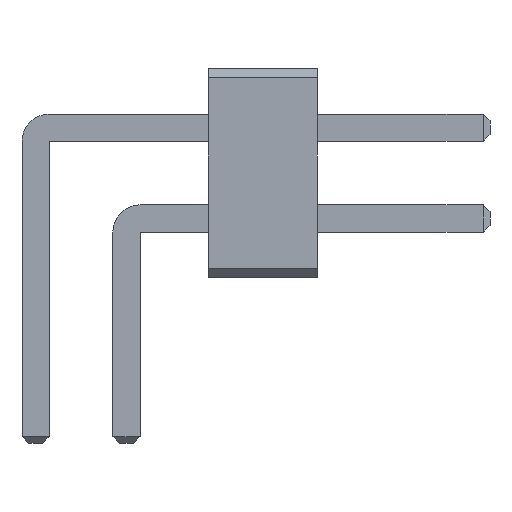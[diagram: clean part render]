
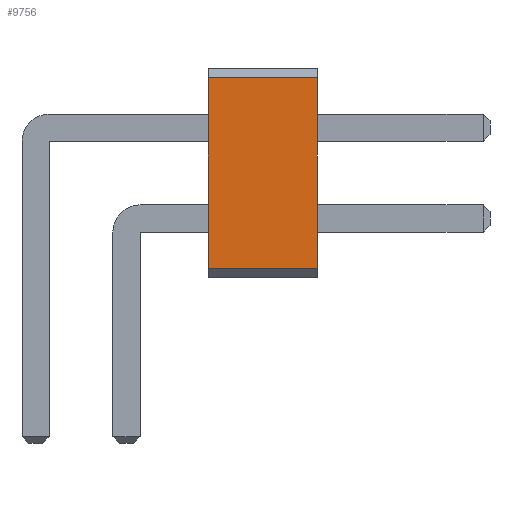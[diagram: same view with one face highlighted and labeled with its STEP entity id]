
A CAD part, front view. The second image highlights one B-rep face of the part: STEP entity #9756.
In plain terms, the highlighted planar face has unit normal (0, -1, 0).
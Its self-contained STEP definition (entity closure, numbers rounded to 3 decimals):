
#814 = VERTEX_POINT('',#815);
#815 = CARTESIAN_POINT('',(1.9,-28.5,2.2));
#821 = EDGE_CURVE('',#822,#814,#824,.T.);
#822 = VERTEX_POINT('',#823);
#823 = CARTESIAN_POINT('',(1.9,-28.5,0.1));
#824 = LINE('',#825,#826);
#825 = CARTESIAN_POINT('',(1.9,-28.5,0.1));
#826 = VECTOR('',#827,1.);
#827 = DIRECTION('',(0.,0.,1.));
#4179 = VERTEX_POINT('',#4180);
#4180 = CARTESIAN_POINT('',(3.1,-28.5,2.2));
#4186 = EDGE_CURVE('',#4187,#4179,#4189,.T.);
#4187 = VERTEX_POINT('',#4188);
#4188 = CARTESIAN_POINT('',(3.1,-28.5,0.1));
#4189 = LINE('',#4190,#4191);
#4190 = CARTESIAN_POINT('',(3.1,-28.5,0.1));
#4191 = VECTOR('',#4192,1.);
#4192 = DIRECTION('',(0.,0.,1.));
#9728 = EDGE_CURVE('',#822,#4187,#9729,.T.);
#9729 = LINE('',#9730,#9731);
#9730 = CARTESIAN_POINT('',(1.9,-28.5,0.1));
#9731 = VECTOR('',#9732,1.);
#9732 = DIRECTION('',(1.,0.,0.));
#9756 = ADVANCED_FACE('',(#9757),#9768,.T.);
#9757 = FACE_BOUND('',#9758,.T.);
#9758 = EDGE_LOOP('',(#9759,#9760,#9761,#9767));
#9759 = ORIENTED_EDGE('',*,*,#9728,.T.);
#9760 = ORIENTED_EDGE('',*,*,#4186,.T.);
#9761 = ORIENTED_EDGE('',*,*,#9762,.F.);
#9762 = EDGE_CURVE('',#814,#4179,#9763,.T.);
#9763 = LINE('',#9764,#9765);
#9764 = CARTESIAN_POINT('',(1.9,-28.5,2.2));
#9765 = VECTOR('',#9766,1.);
#9766 = DIRECTION('',(1.,0.,0.));
#9767 = ORIENTED_EDGE('',*,*,#821,.F.);
#9768 = PLANE('',#9769);
#9769 = AXIS2_PLACEMENT_3D('',#9770,#9771,#9772);
#9770 = CARTESIAN_POINT('',(1.9,-28.5,0.1));
#9771 = DIRECTION('',(0.,-1.,0.));
#9772 = DIRECTION('',(0.,0.,1.));
